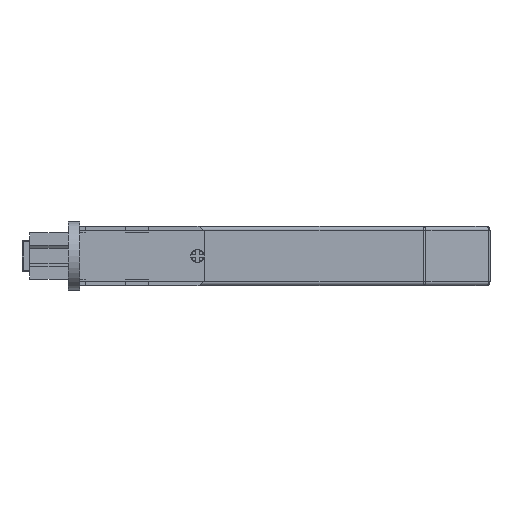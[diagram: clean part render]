
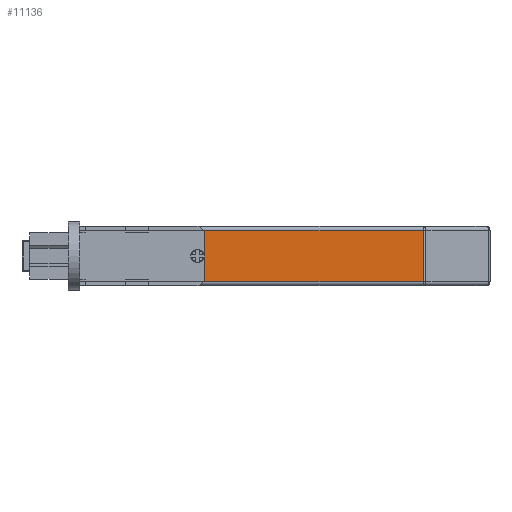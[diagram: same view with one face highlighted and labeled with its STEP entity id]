
A CAD part, front view. The second image highlights one B-rep face of the part: STEP entity #11136.
In plain terms, the highlighted planar face has unit normal (0, -1, 0).
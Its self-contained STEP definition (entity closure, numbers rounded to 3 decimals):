
#120 = VECTOR ( 'NONE', #11160, 1000. ) ;
#283 = LINE ( 'NONE', #2814, #120 ) ;
#337 = DIRECTION ( 'NONE',  ( 0., 0., -1. ) ) ;
#492 = DIRECTION ( 'NONE',  ( -1., 0., 0. ) ) ;
#1012 = ORIENTED_EDGE ( 'NONE', *, *, #6313, .F. ) ;
#1373 = LINE ( 'NONE', #4104, #11449 ) ;
#1432 = ORIENTED_EDGE ( 'NONE', *, *, #5753, .T. ) ;
#1743 = CIRCLE ( 'NONE', #6498, 1.75 ) ;
#1823 = EDGE_CURVE ( 'NONE', #11217, #9394, #10731, .T. ) ;
#1833 = ORIENTED_EDGE ( 'NONE', *, *, #10071, .T. ) ;
#1973 = EDGE_CURVE ( 'NONE', #8586, #4071, #283, .T. ) ;
#2213 = FACE_OUTER_BOUND ( 'NONE', #10062, .T. ) ;
#2340 = CARTESIAN_POINT ( 'NONE',  ( 43.75, -14.7, 4.25 ) ) ;
#2389 = VECTOR ( 'NONE', #3376, 1000. ) ;
#2683 = DIRECTION ( 'NONE',  ( 0., 0., -1. ) ) ;
#2814 = CARTESIAN_POINT ( 'NONE',  ( 102.586, -14.7, -1.75 ) ) ;
#2998 = ORIENTED_EDGE ( 'NONE', *, *, #1973, .T. ) ;
#3007 = VERTEX_POINT ( 'NONE', #2340 ) ;
#3365 = DIRECTION ( 'NONE',  ( 0., 0., -1. ) ) ;
#3376 = DIRECTION ( 'NONE',  ( 1., 0., 0. ) ) ;
#3881 = EDGE_LOOP ( 'NONE', ( #6113, #1012 ) ) ;
#4071 = VERTEX_POINT ( 'NONE', #6734 ) ;
#4104 = CARTESIAN_POINT ( 'NONE',  ( 13., -14.7, 12.75 ) ) ;
#4205 = CARTESIAN_POINT ( 'NONE',  ( 43.75, -14.7, 6. ) ) ;
#5260 = CARTESIAN_POINT ( 'NONE',  ( 43.75, -14.7, 7.75 ) ) ;
#5315 = CARTESIAN_POINT ( 'NONE',  ( 13., -14.7, -1.75 ) ) ;
#5664 = CARTESIAN_POINT ( 'NONE',  ( 102.586, -14.7, -0.75 ) ) ;
#5753 = EDGE_CURVE ( 'NONE', #4071, #9394, #1373, .T. ) ;
#5880 = CARTESIAN_POINT ( 'NONE',  ( 103., -14.7, -0.75 ) ) ;
#6113 = ORIENTED_EDGE ( 'NONE', *, *, #8509, .F. ) ;
#6313 = EDGE_CURVE ( 'NONE', #10942, #3007, #1743, .T. ) ;
#6498 = AXIS2_PLACEMENT_3D ( 'NONE', #4205, #7828, #3365 ) ;
#6734 = CARTESIAN_POINT ( 'NONE',  ( 102.586, -14.7, 12.75 ) ) ;
#6836 = AXIS2_PLACEMENT_3D ( 'NONE', #7564, #11277, #337 ) ;
#7549 = VECTOR ( 'NONE', #8939, 1000. ) ;
#7564 = CARTESIAN_POINT ( 'NONE',  ( 13., -14.7, -1.75 ) ) ;
#7627 = FACE_BOUND ( 'NONE', #3881, .T. ) ;
#7828 = DIRECTION ( 'NONE',  ( 0., -1., 0. ) ) ;
#7842 = LINE ( 'NONE', #5880, #2389 ) ;
#8051 = CIRCLE ( 'NONE', #9963, 1.75 ) ;
#8457 = PLANE ( 'NONE',  #6836 ) ;
#8509 = EDGE_CURVE ( 'NONE', #3007, #10942, #8051, .T. ) ;
#8586 = VERTEX_POINT ( 'NONE', #5664 ) ;
#8939 = DIRECTION ( 'NONE',  ( 0., 0., 1. ) ) ;
#9394 = VERTEX_POINT ( 'NONE', #11405 ) ;
#9958 = DIRECTION ( 'NONE',  ( 0., -1., 0. ) ) ;
#9963 = AXIS2_PLACEMENT_3D ( 'NONE', #10853, #9958, #2683 ) ;
#10062 = EDGE_LOOP ( 'NONE', ( #10839, #1833, #2998, #1432 ) ) ;
#10071 = EDGE_CURVE ( 'NONE', #11217, #8586, #7842, .T. ) ;
#10731 = LINE ( 'NONE', #5315, #7549 ) ;
#10839 = ORIENTED_EDGE ( 'NONE', *, *, #1823, .F. ) ;
#10853 = CARTESIAN_POINT ( 'NONE',  ( 43.75, -14.7, 6. ) ) ;
#10942 = VERTEX_POINT ( 'NONE', #5260 ) ;
#11136 = ADVANCED_FACE ( 'NONE', ( #7627, #2213 ), #8457, .T. ) ;
#11160 = DIRECTION ( 'NONE',  ( 0., 0., 1. ) ) ;
#11217 = VERTEX_POINT ( 'NONE', #11722 ) ;
#11277 = DIRECTION ( 'NONE',  ( 0., -1., 0. ) ) ;
#11405 = CARTESIAN_POINT ( 'NONE',  ( 13., -14.7, 12.75 ) ) ;
#11449 = VECTOR ( 'NONE', #492, 1000. ) ;
#11722 = CARTESIAN_POINT ( 'NONE',  ( 13., -14.7, -0.75 ) ) ;
